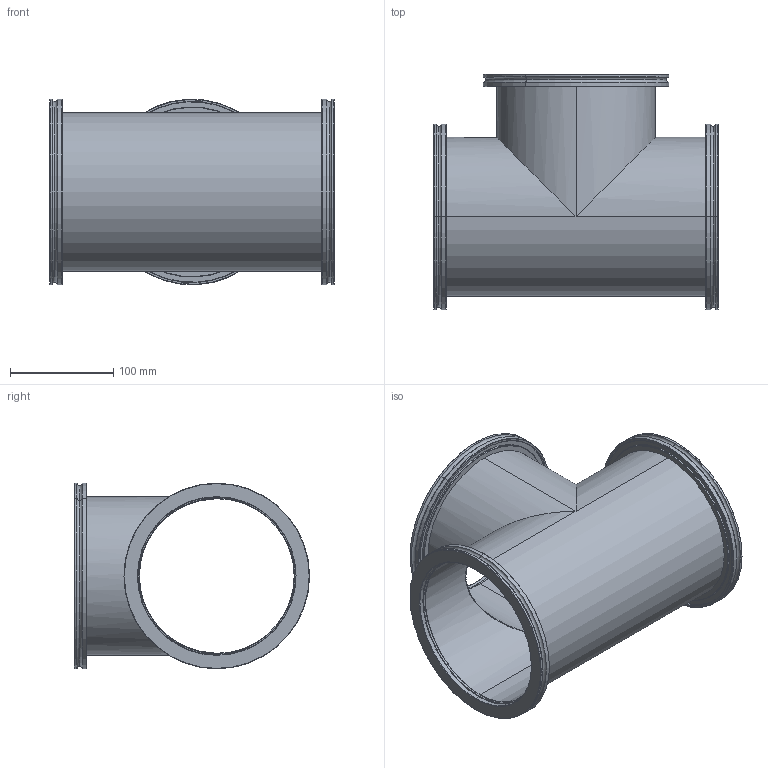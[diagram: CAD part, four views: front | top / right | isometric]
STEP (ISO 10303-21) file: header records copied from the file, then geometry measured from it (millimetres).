
FILE_DESCRIPTION (( 'STEP AP214' ), '1' );
FILE_NAME ('Hositrad_ISO160-T.STEP', '2015-12-08T14:52:23', ( '' ), ( '' ), 'SwSTEP 2.0', 'SolidWorks 2015', '' );
FILE_SCHEMA (( 'AUTOMOTIVE_DESIGN' ));
Length unit declared in the file: millimetre
Products named in the file (3): EqualTee-All_Equal Tee-154; Hositrad_ISO160-T; ISO-K-Weld-All_ISO160-154
Assembly tree (4 placements, depth 2):
  Hositrad_ISO160-T
    EqualTee-All_Equal Tee-154
    ISO-K-Weld-All_ISO160-154  x3
Bounding box: 276 x 228 x 180 mm (x, y, z)
Volume: 502630 mm3; surface area: 379138.8 mm2
Topology: 4 solids, 4 shells, 117 faces, 238 edges, 136 vertices
Faces by surface type: cylinder 52, cone 30, plane 21, torus 12, bspline 2
Entity records: 1596 total; most frequent: CARTESIAN_POINT 430, DIRECTION 256, ORIENTED_EDGE 196, AXIS2_PLACEMENT_3D 110, EDGE_CURVE 98, EDGE_LOOP 58, CIRCLE 56, VERTEX_POINT 56
